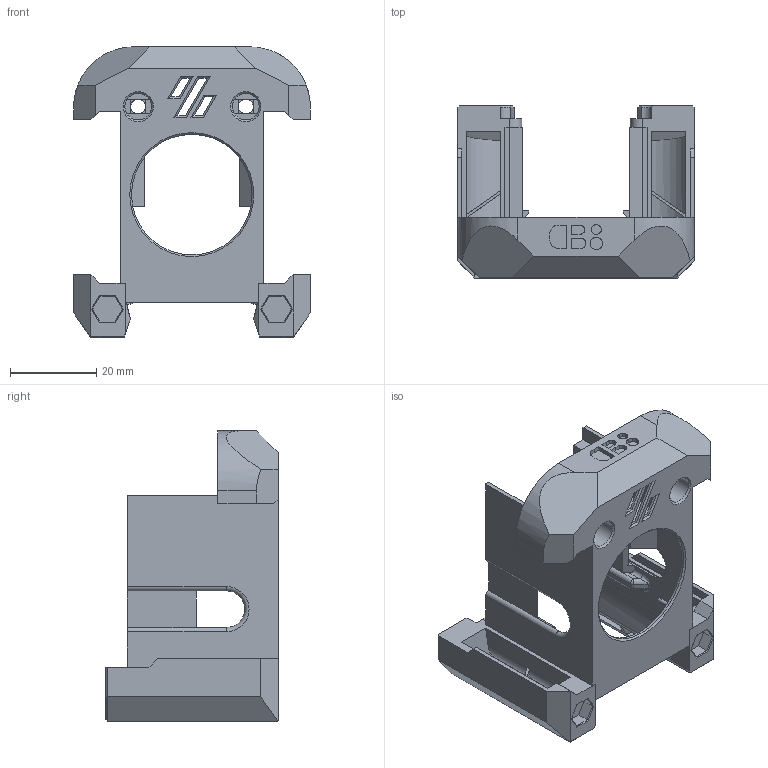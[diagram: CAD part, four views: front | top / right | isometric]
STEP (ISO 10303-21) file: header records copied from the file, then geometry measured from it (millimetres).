
FILE_DESCRIPTION(/* description */ ('','CAx-IF Rec.Pracs.---Representation and Presentation of Product Manufacturing Information (PMI)---4.0---2014-10-13'),/* implementation_level */ '2;1');
FILE_NAME(/* name */ 'dragon_cowl_6_magnets_v6.step',/* time_stamp */ '2025-03-08T10:17:23Z',/* author */ (''),/* organization */ (''),/* preprocessor_version */ 'ST-DEVELOPER v20',/* originating_system */ 'Autodesk Translation Framework v13.20.0.188',/* authorisation */ '');
FILE_SCHEMA (('AP242_MANAGED_MODEL_BASED_3D_ENGINEERING_MIM_LF { 1 0 10303 442 1 1 4 }'));
Length unit declared in the file: millimetre
Products named in the file (8): Dragon_Burner_v0.2_v8; Cowl; Ducts; Duct_Left; Standard (1); Duct_Right; Standard (1)_1; MainBody
Assembly tree (7 placements, depth 5):
  Dragon_Burner_v0.2_v8
    Cowl
      Ducts
        Duct_Left
          Standard (1)
        Duct_Right
          Standard (1)_1
      MainBody
Bounding box: 55 x 40 x 67.41 mm (x, y, z)
Volume: 18346.6 mm3; surface area: 18785.6 mm2
Topology: 3 solids, 4 shells, 452 faces, 1185 edges, 750 vertices
Faces by surface type: plane 315, cylinder 65, bspline 48, cone 16, torus 4, sphere 4
Full cylindrical faces by diameter (mm): 2.9 x2, 3.4 x2, 4.7 x4, 6.2 x2, 28 x1
Entity records: 14373 total; most frequent: CARTESIAN_POINT 3228, ORIENTED_EDGE 2368, DIRECTION 2109, EDGE_CURVE 1184, LINE 903, VECTOR 903, VERTEX_POINT 750, AXIS2_PLACEMENT_3D 603
